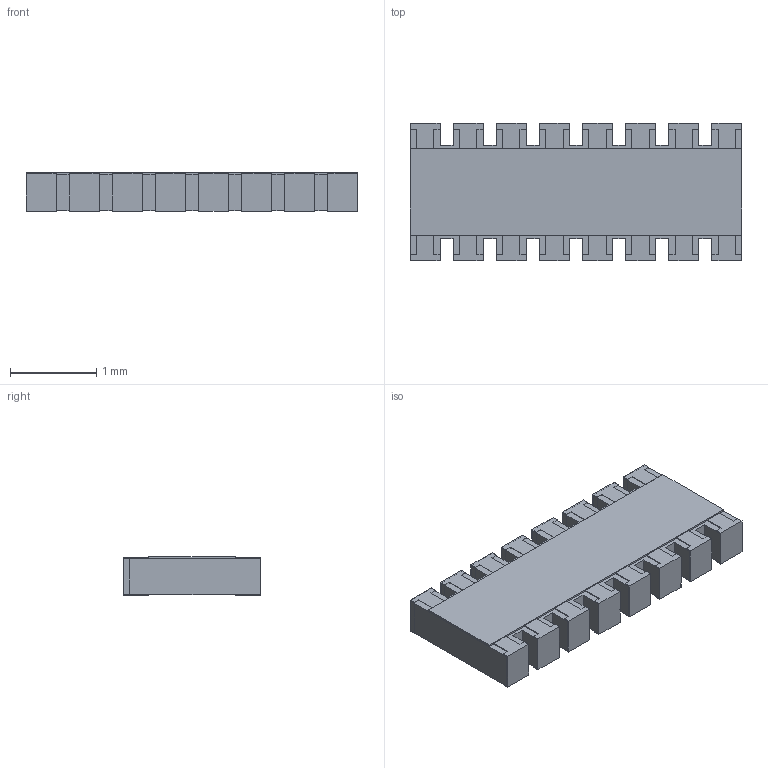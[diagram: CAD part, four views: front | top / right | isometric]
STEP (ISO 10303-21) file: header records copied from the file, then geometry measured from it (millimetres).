
FILE_DESCRIPTION (( 'STEP AP214' ), '1' );
FILE_NAME ('R0402-16P_L3.8-W1.6-H0.5.step', '2022-07-28T08:32:47', ( '' ), ( '' ), 'SwSTEP 2.0', 'SolidWorks 2020', '' );
FILE_SCHEMA (( 'AUTOMOTIVE_DESIGN' ));
Length unit declared in the file: millimetre
Products named in the file (1): R0402-16P_L3.8-W1.6-H0.5
Bounding box: 3.85 x 1.6 x 0.45 mm (x, y, z)
Volume: 2.7 mm3; surface area: 32.5 mm2
Topology: 10 solids, 10 shells, 500 faces, 1383 edges, 922 vertices
Faces by surface type: plane 402, bspline 98
Entity records: 21834 total; most frequent: CARTESIAN_POINT 4112, ORIENTED_EDGE 2766, DIRECTION 1989, EDGE_CURVE 1383, VECTOR 1183, LINE 1183, VERTEX_POINT 922, EDGE_LOOP 519
